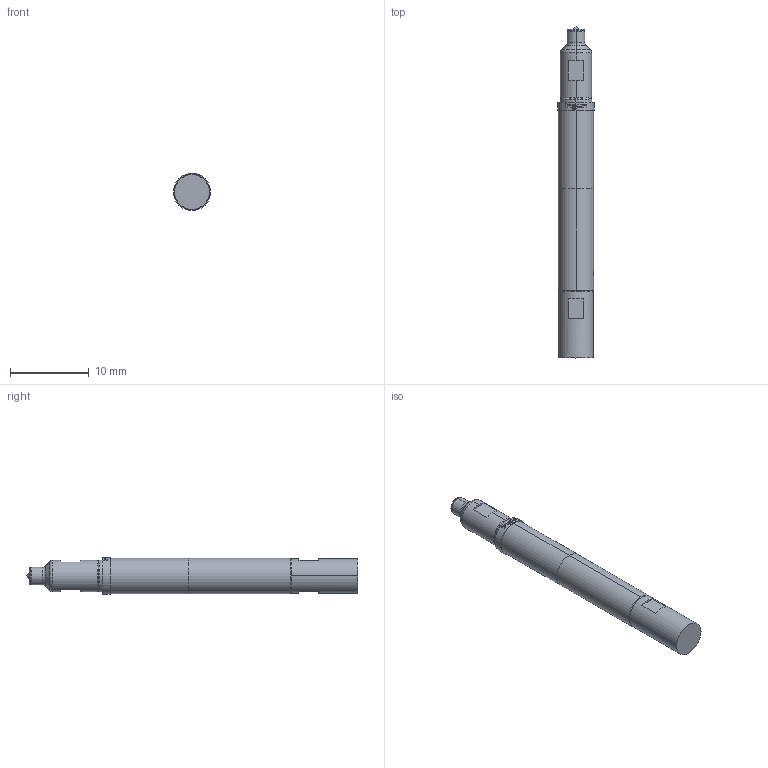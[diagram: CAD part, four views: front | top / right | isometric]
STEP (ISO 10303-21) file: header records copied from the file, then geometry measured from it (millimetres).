
FILE_DESCRIPTION (( 'STEP AP203' ), '1' );
FILE_NAME ('INGUN_HFS-8x0_358_080_A_xx42_Z.STEP', '2022-03-15T11:08:44', ( 'ochi' ), ( '' ), 'SwSTEP 2.0', 'SolidWorks 2018', '' );
FILE_SCHEMA (( 'CONFIG_CONTROL_DESIGN' ));
Length unit declared in the file: millimetre
Products named in the file (1): INGUN_HFS-8x0_358_080_A_xx42_Z
Bounding box: 4.7 x 42.2 x 4.7 mm (x, y, z)
Volume: 597.5 mm3; surface area: 608.9 mm2
Topology: 1 solids, 1 shells, 139 faces, 336 edges, 213 vertices
Faces by surface type: plane 63, cylinder 30, bspline 22, cone 16, torus 8
Entity records: 4403 total; most frequent: CARTESIAN_POINT 1226, ORIENTED_EDGE 668, DIRECTION 600, EDGE_CURVE 334, AXIS2_PLACEMENT_3D 241, VERTEX_POINT 213, EDGE_LOOP 155, ADVANCED_FACE 139
